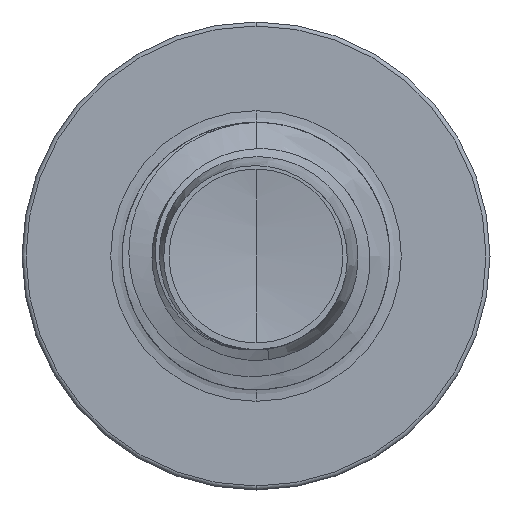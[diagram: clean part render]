
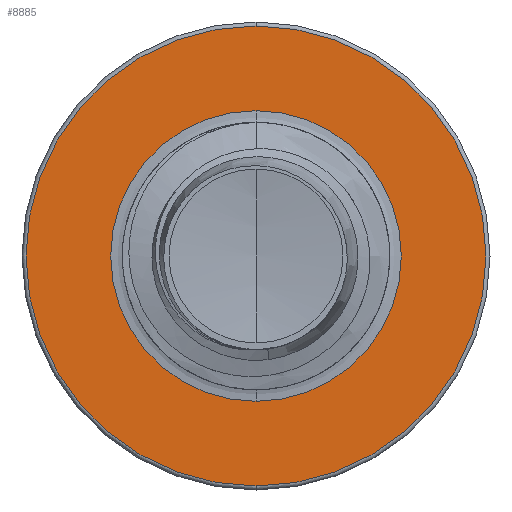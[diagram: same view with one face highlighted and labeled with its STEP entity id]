
A CAD part, front view. The second image highlights one B-rep face of the part: STEP entity #8885.
In plain terms, the highlighted planar face has unit normal (0, -1, 0).
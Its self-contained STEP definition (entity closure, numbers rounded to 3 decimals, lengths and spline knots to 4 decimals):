
#641 = AXIS2_PLACEMENT_3D ( 'NONE', #12933, #30843, #15709 ) ;
#915 = CARTESIAN_POINT ( 'NONE',  ( 0., 15., 0. ) ) ;
#2081 = DIRECTION ( 'NONE',  ( 0., 0., 1. ) ) ;
#3227 = CARTESIAN_POINT ( 'NONE',  ( 0., 15., 2.1736 ) ) ;
#3904 = DIRECTION ( 'NONE',  ( 0., 0., 1. ) ) ;
#4374 = FACE_BOUND ( 'NONE', #33350, .T. ) ;
#4650 = CARTESIAN_POINT ( 'NONE',  ( 0., 15., -3.44 ) ) ;
#5639 = CARTESIAN_POINT ( 'NONE',  ( 0., 15., 0. ) ) ;
#5779 = CIRCLE ( 'NONE', #16078, 2.1736 ) ;
#5813 = CARTESIAN_POINT ( 'NONE',  ( 0., 15., 0. ) ) ;
#6005 = VERTEX_POINT ( 'NONE', #23747 ) ;
#8596 = DIRECTION ( 'NONE',  ( 0., 0., 1. ) ) ;
#8753 = DIRECTION ( 'NONE',  ( 0., 0., 1. ) ) ;
#8885 = ADVANCED_FACE ( 'NONE', ( #9690, #4374 ), #10780, .F. ) ;
#9367 = VERTEX_POINT ( 'NONE', #3227 ) ;
#9690 = FACE_OUTER_BOUND ( 'NONE', #31356, .T. ) ;
#10222 = EDGE_CURVE ( 'NONE', #26109, #6005, #17725, .T. ) ;
#10780 = PLANE ( 'NONE',  #13060 ) ;
#10932 = EDGE_CURVE ( 'NONE', #9367, #30383, #5779, .T. ) ;
#11097 = ORIENTED_EDGE ( 'NONE', *, *, #19053, .F. ) ;
#11457 = AXIS2_PLACEMENT_3D ( 'NONE', #915, #20815, #3904 ) ;
#12933 = CARTESIAN_POINT ( 'NONE',  ( 0., 15., 0. ) ) ;
#13060 = AXIS2_PLACEMENT_3D ( 'NONE', #26885, #19136, #2081 ) ;
#14571 = ORIENTED_EDGE ( 'NONE', *, *, #18310, .T. ) ;
#15709 = DIRECTION ( 'NONE',  ( 0., 0., 1. ) ) ;
#16078 = AXIS2_PLACEMENT_3D ( 'NONE', #5639, #25039, #8596 ) ;
#17525 = CIRCLE ( 'NONE', #24323, 3.44 ) ;
#17559 = CIRCLE ( 'NONE', #11457, 2.1736 ) ;
#17725 = CIRCLE ( 'NONE', #641, 3.44 ) ;
#18310 = EDGE_CURVE ( 'NONE', #30383, #9367, #17559, .T. ) ;
#19053 = EDGE_CURVE ( 'NONE', #6005, #26109, #17525, .T. ) ;
#19136 = DIRECTION ( 'NONE',  ( 0., 1., 0. ) ) ;
#20815 = DIRECTION ( 'NONE',  ( 0., 1., 0. ) ) ;
#21033 = ORIENTED_EDGE ( 'NONE', *, *, #10932, .T. ) ;
#23747 = CARTESIAN_POINT ( 'NONE',  ( 0., 15., 3.44 ) ) ;
#24323 = AXIS2_PLACEMENT_3D ( 'NONE', #5813, #25178, #8753 ) ;
#25039 = DIRECTION ( 'NONE',  ( 0., 1., 0. ) ) ;
#25178 = DIRECTION ( 'NONE',  ( 0., 1., 0. ) ) ;
#26109 = VERTEX_POINT ( 'NONE', #4650 ) ;
#26885 = CARTESIAN_POINT ( 'NONE',  ( 0., 15., -2.1736 ) ) ;
#30383 = VERTEX_POINT ( 'NONE', #32681 ) ;
#30843 = DIRECTION ( 'NONE',  ( 0., 1., 0. ) ) ;
#31356 = EDGE_LOOP ( 'NONE', ( #11097, #32426 ) ) ;
#32426 = ORIENTED_EDGE ( 'NONE', *, *, #10222, .F. ) ;
#32681 = CARTESIAN_POINT ( 'NONE',  ( 0., 15., -2.1736 ) ) ;
#33350 = EDGE_LOOP ( 'NONE', ( #21033, #14571 ) ) ;
